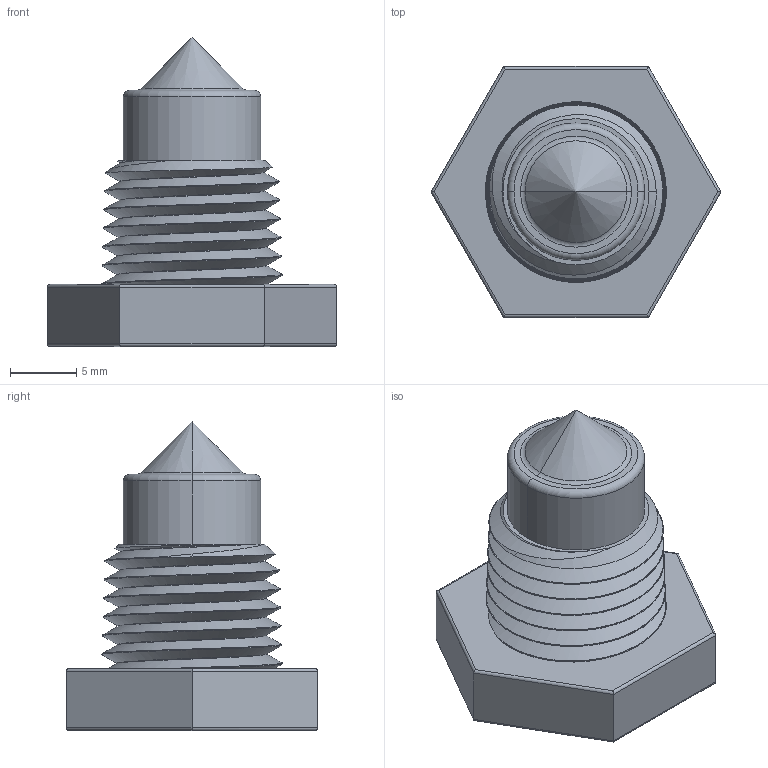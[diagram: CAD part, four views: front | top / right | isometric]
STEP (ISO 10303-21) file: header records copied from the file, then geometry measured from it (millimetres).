
FILE_DESCRIPTION (( 'STEP AP203' ), '1' );
FILE_NAME ('LLX7 OPTOMAX DIGITAL - 0.25 NPT.STEP', '2017-11-27T14:46:34', ( '' ), ( '' ), 'SwSTEP 2.0', 'SolidWorks 2018', '' );
FILE_SCHEMA (( 'CONFIG_CONTROL_DESIGN' ));
Length unit declared in the file: millimetre
Products named in the file (1): LLX7 OPTOMAX DIGITAL - 0.25 NPT
Bounding box: 21.94 x 19 x 23.4 mm (x, y, z)
Volume: 3092.4 mm3; surface area: 1779.4 mm2
Topology: 1 solids, 1 shells, 51 faces, 280 edges, 232 vertices
Faces by surface type: cone 19, cylinder 14, plane 10, torus 4, bspline 4
Entity records: 8314 total; most frequent: CARTESIAN_POINT 6392, ORIENTED_EDGE 556, EDGE_CURVE 278, VERTEX_POINT 232, B_SPLINE_CURVE_WITH_KNOTS 198, DIRECTION 183, AXIS2_PLACEMENT_3D 67, EDGE_LOOP 54
